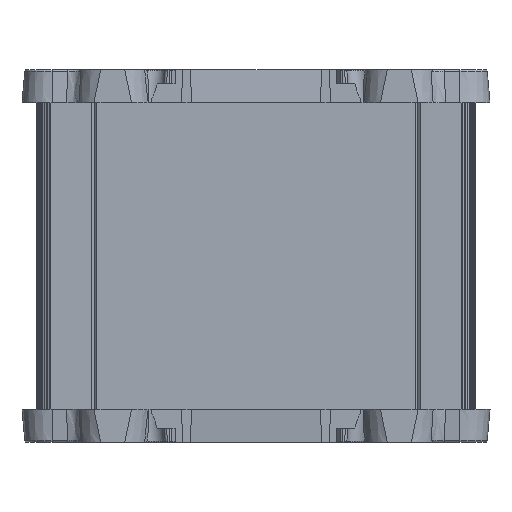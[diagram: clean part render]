
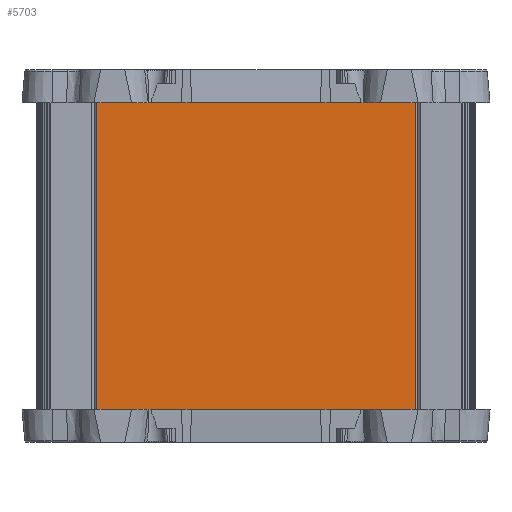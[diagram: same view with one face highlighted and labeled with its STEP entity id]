
A CAD part, front view. The second image highlights one B-rep face of the part: STEP entity #5703.
In plain terms, the highlighted planar face has unit normal (0, -1, 0).
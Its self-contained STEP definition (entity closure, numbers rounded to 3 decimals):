
#238 = CARTESIAN_POINT ( 'NONE',  ( -176.811, 176.67, 68.3 ) ) ;
#424 = CARTESIAN_POINT ( 'NONE',  ( -243.811, 176.67, 68.3 ) ) ;
#823 = AXIS2_PLACEMENT_3D ( 'NONE', #21187, #4434, #17560 ) ;
#1359 = ORIENTED_EDGE ( 'NONE', *, *, #13581, .T. ) ;
#1832 = VERTEX_POINT ( 'NONE', #3740 ) ;
#2695 = VECTOR ( 'NONE', #16456, 1000. ) ;
#3608 = VERTEX_POINT ( 'NONE', #424 ) ;
#3740 = CARTESIAN_POINT ( 'NONE',  ( -176.811, 176.67, 68.3 ) ) ;
#3840 = EDGE_CURVE ( 'NONE', #1832, #12086, #21584, .T. ) ;
#4085 = ORIENTED_EDGE ( 'NONE', *, *, #22200, .T. ) ;
#4434 = DIRECTION ( 'NONE',  ( 0., 1., 0. ) ) ;
#5297 = ORIENTED_EDGE ( 'NONE', *, *, #3840, .F. ) ;
#5703 = ADVANCED_FACE ( 'NONE', ( #21256 ), #15658, .F. ) ;
#7012 = EDGE_LOOP ( 'NONE', ( #1359, #5297, #19289, #4085 ) ) ;
#7149 = CARTESIAN_POINT ( 'NONE',  ( -243.811, 176.67, 0. ) ) ;
#8425 = VECTOR ( 'NONE', #17962, 1000. ) ;
#9589 = VECTOR ( 'NONE', #15469, 1000. ) ;
#12086 = VERTEX_POINT ( 'NONE', #21924 ) ;
#13388 = DIRECTION ( 'NONE',  ( 0., 0., -1. ) ) ;
#13415 = LINE ( 'NONE', #21745, #8425 ) ;
#13581 = EDGE_CURVE ( 'NONE', #19985, #12086, #13415, .T. ) ;
#14572 = CARTESIAN_POINT ( 'NONE',  ( -243.811, 176.67, 68.3 ) ) ;
#15275 = EDGE_CURVE ( 'NONE', #3608, #1832, #18251, .T. ) ;
#15469 = DIRECTION ( 'NONE',  ( 0., 0., -1. ) ) ;
#15658 = PLANE ( 'NONE',  #823 ) ;
#16456 = DIRECTION ( 'NONE',  ( 1., 0., 0. ) ) ;
#16897 = LINE ( 'NONE', #21065, #9589 ) ;
#17168 = VECTOR ( 'NONE', #13388, 1000. ) ;
#17560 = DIRECTION ( 'NONE',  ( -1., 0., 0. ) ) ;
#17962 = DIRECTION ( 'NONE',  ( 1., 0., 0. ) ) ;
#18251 = LINE ( 'NONE', #14572, #2695 ) ;
#19289 = ORIENTED_EDGE ( 'NONE', *, *, #15275, .F. ) ;
#19985 = VERTEX_POINT ( 'NONE', #7149 ) ;
#21065 = CARTESIAN_POINT ( 'NONE',  ( -243.811, 176.67, 68.3 ) ) ;
#21187 = CARTESIAN_POINT ( 'NONE',  ( -176.811, 176.67, 68.3 ) ) ;
#21256 = FACE_OUTER_BOUND ( 'NONE', #7012, .T. ) ;
#21584 = LINE ( 'NONE', #238, #17168 ) ;
#21745 = CARTESIAN_POINT ( 'NONE',  ( -176.811, 176.67, 0. ) ) ;
#21924 = CARTESIAN_POINT ( 'NONE',  ( -176.811, 176.67, 0. ) ) ;
#22200 = EDGE_CURVE ( 'NONE', #3608, #19985, #16897, .T. ) ;
